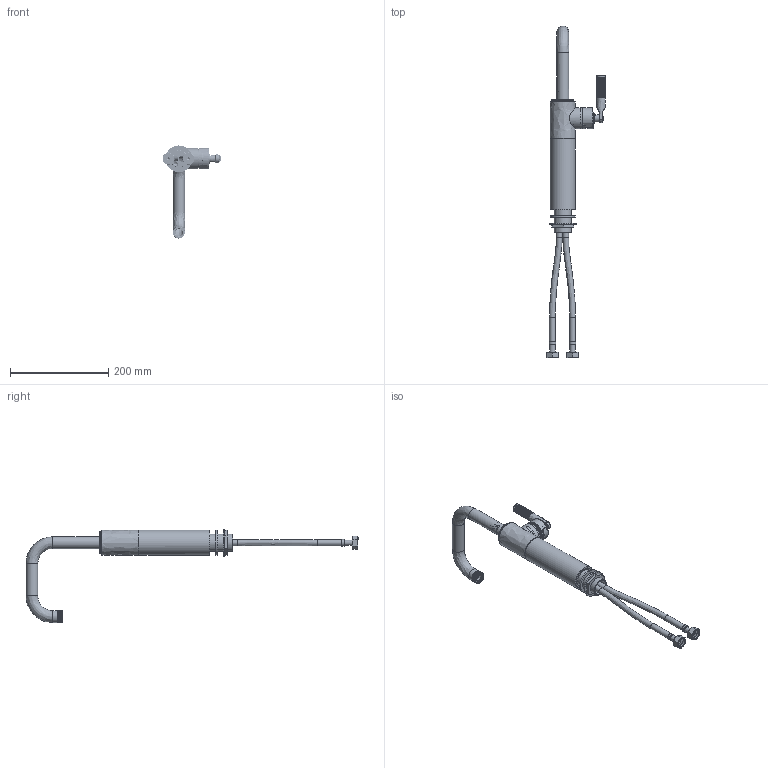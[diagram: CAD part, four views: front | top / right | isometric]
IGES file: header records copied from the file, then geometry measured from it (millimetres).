
Global section: file name: LANDMARK THINNER SPOUTS EXPORTV7K31SLK-LH; native system: Autodesk Inventor 2020; preprocessor: unknown; author: adaniels; date: 20221128.045830; units: millimetre
Bounding box: 118.95 x 674.25 x 188.99 mm (x, y, z)
Volume: 494353.6 mm3; surface area: 244852.4 mm2
Topology: 38 solids, 38 shells, 13689 faces, 29494 edges, 15982 vertices
Faces by surface type: bspline 13689
